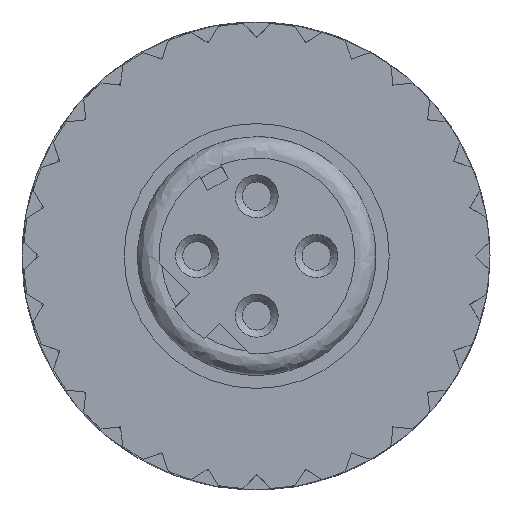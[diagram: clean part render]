
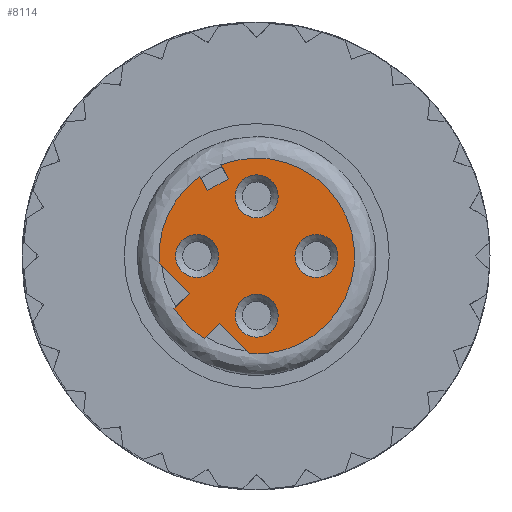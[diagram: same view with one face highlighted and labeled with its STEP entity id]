
A CAD part, front view. The second image highlights one B-rep face of the part: STEP entity #8114.
In plain terms, the highlighted planar face has unit normal (0, -1, 0).
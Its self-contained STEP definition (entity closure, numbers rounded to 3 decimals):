
#84 = DIRECTION ( 'NONE',  ( 0., 1., 0. ) ) ;
#231 = FACE_BOUND ( 'NONE', #7532, .T. ) ;
#342 = DIRECTION ( 'NONE',  ( 0.879, 0., 0.477 ) ) ;
#579 = EDGE_CURVE ( 'NONE', #9355, #7366, #12563, .T. ) ;
#694 = VECTOR ( 'NONE', #11955, 1000. ) ;
#697 = FACE_BOUND ( 'NONE', #9819, .T. ) ;
#724 = CARTESIAN_POINT ( 'NONE',  ( 27.569, 41.883, 42.514 ) ) ;
#725 = CARTESIAN_POINT ( 'NONE',  ( 28.447, 41.883, 42.991 ) ) ;
#1025 = DIRECTION ( 'NONE',  ( 0., 1., 0. ) ) ;
#1122 = AXIS2_PLACEMENT_3D ( 'NONE', #11887, #3473, #13274 ) ;
#1312 = ORIENTED_EDGE ( 'NONE', *, *, #8022, .F. ) ;
#1444 = CARTESIAN_POINT ( 'NONE',  ( 26.802, 41.883, 38.209 ) ) ;
#1626 = DIRECTION ( 'NONE',  ( 0., 1., 0. ) ) ;
#1981 = CIRCLE ( 'NONE', #1122, 0.9 ) ;
#2092 = LINE ( 'NONE', #8755, #5391 ) ;
#2171 = ORIENTED_EDGE ( 'NONE', *, *, #14839, .T. ) ;
#2676 = EDGE_CURVE ( 'NONE', #17508, #17508, #5231, .T. ) ;
#2800 = AXIS2_PLACEMENT_3D ( 'NONE', #8493, #84, #9879 ) ;
#3040 = CARTESIAN_POINT ( 'NONE',  ( 29.63, 41.883, 39.764 ) ) ;
#3063 = EDGE_CURVE ( 'NONE', #13733, #13733, #6298, .T. ) ;
#3184 = LINE ( 'NONE', #11506, #6913 ) ;
#3438 = EDGE_CURVE ( 'NONE', #9469, #3933, #6733, .T. ) ;
#3473 = DIRECTION ( 'NONE',  ( 0., 1., 0. ) ) ;
#3787 = CARTESIAN_POINT ( 'NONE',  ( 27.569, 41.883, 42.514 ) ) ;
#3933 = VERTEX_POINT ( 'NONE', #6911 ) ;
#3954 = CARTESIAN_POINT ( 'NONE',  ( 29.336, 41.883, 35.675 ) ) ;
#4078 = AXIS2_PLACEMENT_3D ( 'NONE', #9423, #1025, #10843 ) ;
#4083 = EDGE_CURVE ( 'NONE', #11575, #17458, #2092, .T. ) ;
#4233 = ORIENTED_EDGE ( 'NONE', *, *, #4083, .F. ) ;
#5120 = CARTESIAN_POINT ( 'NONE',  ( 29.63, 41.883, 39.764 ) ) ;
#5231 = CIRCLE ( 'NONE', #10974, 0.9 ) ;
#5325 = DIRECTION ( 'NONE',  ( 0., 1., 0. ) ) ;
#5391 = VECTOR ( 'NONE', #342, 1000. ) ;
#5503 = VECTOR ( 'NONE', #9830, 1000. ) ;
#5678 = PLANE ( 'NONE',  #2800 ) ;
#5705 = CARTESIAN_POINT ( 'NONE',  ( 32.13, 41.883, 40.664 ) ) ;
#5868 = ORIENTED_EDGE ( 'NONE', *, *, #15375, .T. ) ;
#6229 = VERTEX_POINT ( 'NONE', #12573 ) ;
#6298 = CIRCLE ( 'NONE', #13081, 0.9 ) ;
#6510 = DIRECTION ( 'NONE',  ( 0., 0., 1. ) ) ;
#6733 = LINE ( 'NONE', #17361, #13738 ) ;
#6911 = CARTESIAN_POINT ( 'NONE',  ( 27.438, 41.883, 36.3 ) ) ;
#6913 = VECTOR ( 'NONE', #7339, 1000. ) ;
#7157 = LINE ( 'NONE', #8369, #14188 ) ;
#7173 = CARTESIAN_POINT ( 'NONE',  ( 29.63, 41.883, 38.164 ) ) ;
#7273 = FACE_OUTER_BOUND ( 'NONE', #10287, .T. ) ;
#7339 = DIRECTION ( 'NONE',  ( -0.477, 0., 0.879 ) ) ;
#7366 = VERTEX_POINT ( 'NONE', #8362 ) ;
#7478 = DIRECTION ( 'NONE',  ( 0., 1., 0. ) ) ;
#7532 = EDGE_LOOP ( 'NONE', ( #11165 ) ) ;
#7717 = LINE ( 'NONE', #724, #694 ) ;
#8022 = EDGE_CURVE ( 'NONE', #14265, #9469, #14968, .T. ) ;
#8114 = ADVANCED_FACE ( 'NONE', ( #14750, #231, #697, #11005, #7273 ), #5678, .F. ) ;
#8131 = CARTESIAN_POINT ( 'NONE',  ( 32.13, 41.883, 39.764 ) ) ;
#8362 = CARTESIAN_POINT ( 'NONE',  ( 27.249, 41.883, 43.102 ) ) ;
#8369 = CARTESIAN_POINT ( 'NONE',  ( 25.541, 41.883, 39.47 ) ) ;
#8457 = CARTESIAN_POINT ( 'NONE',  ( 27.13, 41.883, 40.664 ) ) ;
#8493 = CARTESIAN_POINT ( 'NONE',  ( 18.905, 41.883, 39.764 ) ) ;
#8755 = CARTESIAN_POINT ( 'NONE',  ( 28.447, 41.883, 42.991 ) ) ;
#9123 = EDGE_CURVE ( 'NONE', #3933, #10248, #17738, .T. ) ;
#9230 = LINE ( 'NONE', #1444, #5503 ) ;
#9299 = EDGE_CURVE ( 'NONE', #13151, #9355, #7157, .T. ) ;
#9355 = VERTEX_POINT ( 'NONE', #11448 ) ;
#9423 = CARTESIAN_POINT ( 'NONE',  ( 29.63, 41.883, 42.264 ) ) ;
#9469 = VERTEX_POINT ( 'NONE', #17355 ) ;
#9509 = ORIENTED_EDGE ( 'NONE', *, *, #9123, .F. ) ;
#9537 = DIRECTION ( 'NONE',  ( 0., 0., 1. ) ) ;
#9581 = DIRECTION ( 'NONE',  ( -0.707, 0., 0.707 ) ) ;
#9708 = ORIENTED_EDGE ( 'NONE', *, *, #10254, .F. ) ;
#9819 = EDGE_LOOP ( 'NONE', ( #2171 ) ) ;
#9830 = DIRECTION ( 'NONE',  ( 0.707, 0., 0.707 ) ) ;
#9879 = DIRECTION ( 'NONE',  ( 0., 0., 1. ) ) ;
#10248 = VERTEX_POINT ( 'NONE', #14267 ) ;
#10254 = EDGE_CURVE ( 'NONE', #17458, #6229, #3184, .T. ) ;
#10287 = EDGE_LOOP ( 'NONE', ( #9708, #4233, #17202, #15650, #13656, #15234, #9509, #10775, #1312, #17599 ) ) ;
#10699 = AXIS2_PLACEMENT_3D ( 'NONE', #13705, #5325, #15142 ) ;
#10775 = ORIENTED_EDGE ( 'NONE', *, *, #3438, .F. ) ;
#10843 = DIRECTION ( 'NONE',  ( 0., 0., 1. ) ) ;
#10974 = AXIS2_PLACEMENT_3D ( 'NONE', #15890, #7478, #17307 ) ;
#11005 = FACE_BOUND ( 'NONE', #16450, .T. ) ;
#11165 = ORIENTED_EDGE ( 'NONE', *, *, #2676, .T. ) ;
#11228 = VECTOR ( 'NONE', #9581, 1000. ) ;
#11448 = CARTESIAN_POINT ( 'NONE',  ( 25.541, 41.883, 39.47 ) ) ;
#11506 = CARTESIAN_POINT ( 'NONE',  ( 28.447, 41.883, 42.991 ) ) ;
#11575 = VERTEX_POINT ( 'NONE', #3787 ) ;
#11728 = ORIENTED_EDGE ( 'NONE', *, *, #3063, .T. ) ;
#11887 = CARTESIAN_POINT ( 'NONE',  ( 29.63, 41.883, 37.264 ) ) ;
#11955 = DIRECTION ( 'NONE',  ( 0.477, 0., -0.879 ) ) ;
#12144 = CIRCLE ( 'NONE', #16749, 4.1 ) ;
#12418 = VERTEX_POINT ( 'NONE', #7173 ) ;
#12563 = CIRCLE ( 'NONE', #17060, 4.1 ) ;
#12573 = CARTESIAN_POINT ( 'NONE',  ( 28.128, 41.883, 43.579 ) ) ;
#12784 = DIRECTION ( 'NONE',  ( 0., 0., 1. ) ) ;
#13081 = AXIS2_PLACEMENT_3D ( 'NONE', #8131, #17991, #9537 ) ;
#13151 = VERTEX_POINT ( 'NONE', #16106 ) ;
#13274 = DIRECTION ( 'NONE',  ( 0., 0., 1. ) ) ;
#13656 = ORIENTED_EDGE ( 'NONE', *, *, #9299, .F. ) ;
#13705 = CARTESIAN_POINT ( 'NONE',  ( 29.63, 41.883, 39.764 ) ) ;
#13733 = VERTEX_POINT ( 'NONE', #5705 ) ;
#13738 = VECTOR ( 'NONE', #16063, 1000. ) ;
#13763 = CARTESIAN_POINT ( 'NONE',  ( 28.075, 41.883, 36.936 ) ) ;
#14147 = EDGE_CURVE ( 'NONE', #6229, #14265, #12144, .T. ) ;
#14188 = VECTOR ( 'NONE', #15433, 1000. ) ;
#14265 = VERTEX_POINT ( 'NONE', #3954 ) ;
#14267 = CARTESIAN_POINT ( 'NONE',  ( 26.165, 41.883, 37.572 ) ) ;
#14316 = CIRCLE ( 'NONE', #4078, 0.9 ) ;
#14750 = FACE_BOUND ( 'NONE', #18231, .T. ) ;
#14839 = EDGE_CURVE ( 'NONE', #16180, #16180, #14316, .T. ) ;
#14929 = DIRECTION ( 'NONE',  ( 0., 1., 0. ) ) ;
#14968 = LINE ( 'NONE', #13763, #11228 ) ;
#15142 = DIRECTION ( 'NONE',  ( 0., 0., 1. ) ) ;
#15144 = EDGE_CURVE ( 'NONE', #7366, #11575, #7717, .T. ) ;
#15234 = ORIENTED_EDGE ( 'NONE', *, *, #17229, .F. ) ;
#15375 = EDGE_CURVE ( 'NONE', #12418, #12418, #1981, .T. ) ;
#15433 = DIRECTION ( 'NONE',  ( -0.707, 0., 0.707 ) ) ;
#15585 = CARTESIAN_POINT ( 'NONE',  ( 29.63, 41.883, 43.164 ) ) ;
#15650 = ORIENTED_EDGE ( 'NONE', *, *, #579, .F. ) ;
#15890 = CARTESIAN_POINT ( 'NONE',  ( 27.13, 41.883, 39.764 ) ) ;
#16063 = DIRECTION ( 'NONE',  ( -0.707, 0., -0.707 ) ) ;
#16106 = CARTESIAN_POINT ( 'NONE',  ( 26.802, 41.883, 38.209 ) ) ;
#16180 = VERTEX_POINT ( 'NONE', #15585 ) ;
#16450 = EDGE_LOOP ( 'NONE', ( #11728 ) ) ;
#16749 = AXIS2_PLACEMENT_3D ( 'NONE', #5120, #14929, #6510 ) ;
#17060 = AXIS2_PLACEMENT_3D ( 'NONE', #3040, #1626, #12784 ) ;
#17202 = ORIENTED_EDGE ( 'NONE', *, *, #15144, .F. ) ;
#17229 = EDGE_CURVE ( 'NONE', #10248, #13151, #9230, .T. ) ;
#17307 = DIRECTION ( 'NONE',  ( 0., 0., 1. ) ) ;
#17355 = CARTESIAN_POINT ( 'NONE',  ( 28.075, 41.883, 36.936 ) ) ;
#17361 = CARTESIAN_POINT ( 'NONE',  ( 28.075, 41.883, 36.936 ) ) ;
#17458 = VERTEX_POINT ( 'NONE', #725 ) ;
#17508 = VERTEX_POINT ( 'NONE', #8457 ) ;
#17599 = ORIENTED_EDGE ( 'NONE', *, *, #14147, .F. ) ;
#17738 = CIRCLE ( 'NONE', #10699, 4.1 ) ;
#17991 = DIRECTION ( 'NONE',  ( 0., 1., 0. ) ) ;
#18231 = EDGE_LOOP ( 'NONE', ( #5868 ) ) ;
